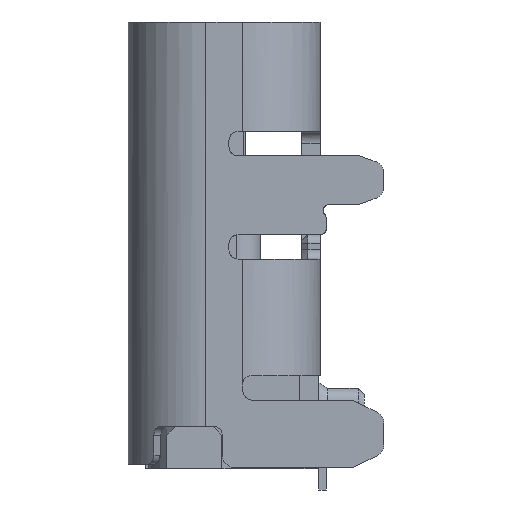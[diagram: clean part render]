
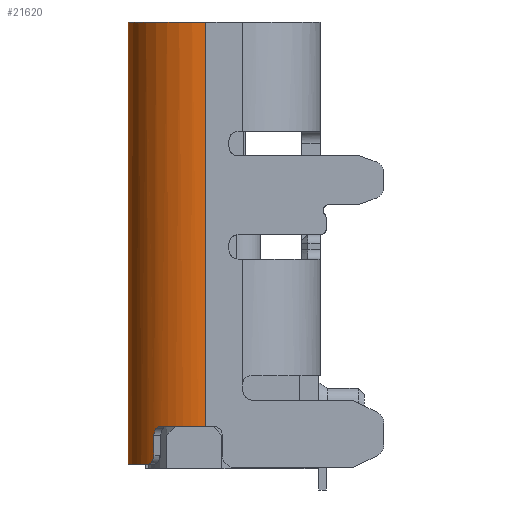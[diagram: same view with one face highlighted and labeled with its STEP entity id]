
A CAD part, left-side view. The second image highlights one B-rep face of the part: STEP entity #21620.
In plain terms, the highlighted cylindrical face has radius 1.28 mm (diameter 2.56 mm), a partial arc.
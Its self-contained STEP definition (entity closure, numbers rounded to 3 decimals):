
#17860=VERTEX_POINT('NONE',#17861);
#17861=CARTESIAN_POINT('',(0.,2.88,0.0));
#17949=VERTEX_POINT('NONE',#17950);
#17950=CARTESIAN_POINT('',(1.28,4.16,0.0));
#17956=EDGE_CURVE('NONE',#17949,#17860,#17957,.T.);
#17957=CIRCLE('',#17958,1.28);
#17958=AXIS2_PLACEMENT_3D('',#17959,#17960,#17961);
#17959=CARTESIAN_POINT('',(1.28,2.88,0.0));
#17960=DIRECTION('',(0.0,0.0,1.0));
#17961=DIRECTION('',(1.0,0.0,0.0));
#18816=VERTEX_POINT('NONE',#18817);
#18817=CARTESIAN_POINT('',(1.28,4.16,-7.275));
#18823=EDGE_CURVE('NONE',#18816,#17949,#18824,.T.);
#18824=LINE('',#18825,#18826);
#18825=CARTESIAN_POINT('',(1.28,4.16,-7.275));
#18826=VECTOR('',#18827,1.0);
#18827=DIRECTION('',(0.0,0.0,1.0));
#19985=VERTEX_POINT('NONE',#19986);
#19986=CARTESIAN_POINT('',(0.439,3.845,-7.275));
#19993=EDGE_CURVE('NONE',#19985,#18816,#19994,.F.);
#19994=B_SPLINE_CURVE_WITH_KNOTS('',3,(#19995,#19996,#19997,#19998),.UNSPECIFIED.,.F.,.U.,(4,4),(0.0,1.0),.PIECEWISE_BEZIER_KNOTS.);
#19995=CARTESIAN_POINT('',(1.28,4.16,-7.275));
#19996=CARTESIAN_POINT('',(0.974,4.16,-7.275));
#19997=CARTESIAN_POINT('',(0.67,4.046,-7.275));
#19998=CARTESIAN_POINT('',(0.439,3.845,-7.275));
#21620=ADVANCED_FACE('NONE',(#21621),#21700,.T.);
#21621=FACE_BOUND('NONE',#21622,.T.);
#21622=EDGE_LOOP('',(#21623,#21640,#21649,#21658,#21667,#21673,#21674,#21675,#21676,#21685,#21694));
#21623=ORIENTED_EDGE('',*,*,#21624,.T.);
#21624=EDGE_CURVE('NONE',#21625,#21627,#21629,.F.);
#21625=VERTEX_POINT('NONE',#21626);
#21626=CARTESIAN_POINT('',(0.327,3.735,-6.8));
#21627=VERTEX_POINT('NONE',#21628);
#21628=CARTESIAN_POINT('',(0.233,3.616,-6.65));
#21629=B_SPLINE_CURVE_WITH_KNOTS('',3,(#21630,#21631,#21632,#21633,#21634,#21635,#21636,#21637,#21638,#21639),.UNSPECIFIED.,.F.,.U.,(4,2,2,2,4),(0.0,0.25,0.375,0.5,1.0),.UNSPECIFIED.);
#21630=CARTESIAN_POINT('',(0.233,3.616,-6.65));
#21631=CARTESIAN_POINT('',(0.245,3.633,-6.65));
#21632=CARTESIAN_POINT('',(0.256,3.648,-6.654));
#21633=CARTESIAN_POINT('',(0.273,3.67,-6.665));
#21634=CARTESIAN_POINT('',(0.278,3.677,-6.67));
#21635=CARTESIAN_POINT('',(0.289,3.69,-6.681));
#21636=CARTESIAN_POINT('',(0.293,3.695,-6.686));
#21637=CARTESIAN_POINT('',(0.319,3.726,-6.726));
#21638=CARTESIAN_POINT('',(0.327,3.735,-6.767));
#21639=CARTESIAN_POINT('',(0.327,3.735,-6.8));
#21640=ORIENTED_EDGE('',*,*,#21641,.T.);
#21641=EDGE_CURVE('NONE',#21627,#21642,#21644,.F.);
#21642=VERTEX_POINT('NONE',#21643);
#21643=CARTESIAN_POINT('',(0.1,3.375,-6.65));
#21644=B_SPLINE_CURVE_WITH_KNOTS('',3,(#21645,#21646,#21647,#21648),.UNSPECIFIED.,.F.,.U.,(4,4),(0.0,1.0),.PIECEWISE_BEZIER_KNOTS.);
#21645=CARTESIAN_POINT('',(0.1,3.375,-6.65));
#21646=CARTESIAN_POINT('',(0.135,3.46,-6.65));
#21647=CARTESIAN_POINT('',(0.18,3.54,-6.65));
#21648=CARTESIAN_POINT('',(0.233,3.616,-6.65));
#21649=ORIENTED_EDGE('',*,*,#21650,.T.);
#21650=EDGE_CURVE('NONE',#21642,#21651,#21653,.F.);
#21651=VERTEX_POINT('NONE',#21652);
#21652=CARTESIAN_POINT('',(0.025,3.132,-6.65));
#21653=B_SPLINE_CURVE_WITH_KNOTS('',3,(#21654,#21655,#21656,#21657),.UNSPECIFIED.,.F.,.U.,(4,4),(0.0,1.0),.PIECEWISE_BEZIER_KNOTS.);
#21654=CARTESIAN_POINT('',(0.025,3.132,-6.65));
#21655=CARTESIAN_POINT('',(0.042,3.215,-6.65));
#21656=CARTESIAN_POINT('',(0.067,3.296,-6.65));
#21657=CARTESIAN_POINT('',(0.1,3.375,-6.65));
#21658=ORIENTED_EDGE('',*,*,#21659,.T.);
#21659=EDGE_CURVE('NONE',#21651,#21660,#21662,.F.);
#21660=VERTEX_POINT('NONE',#21661);
#21661=CARTESIAN_POINT('',(0.,2.88,-6.65));
#21662=B_SPLINE_CURVE_WITH_KNOTS('',3,(#21663,#21664,#21665,#21666),.UNSPECIFIED.,.F.,.U.,(4,4),(0.0,1.0),.PIECEWISE_BEZIER_KNOTS.);
#21663=CARTESIAN_POINT('',(0.,2.88,-6.65));
#21664=CARTESIAN_POINT('',(0.,2.965,-6.65));
#21665=CARTESIAN_POINT('',(0.008,3.049,-6.65));
#21666=CARTESIAN_POINT('',(0.025,3.132,-6.65));
#21667=ORIENTED_EDGE('',*,*,#21668,.T.);
#21668=EDGE_CURVE('NONE',#21660,#17860,#21669,.F.);
#21669=LINE('',#21670,#21671);
#21670=CARTESIAN_POINT('',(0.,2.88,-3.638));
#21671=VECTOR('',#21672,1.0);
#21672=DIRECTION('',(0.0,0.0,-1.0));
#21673=ORIENTED_EDGE('',*,*,#17956,.F.);
#21674=ORIENTED_EDGE('',*,*,#18823,.F.);
#21675=ORIENTED_EDGE('',*,*,#19993,.F.);
#21676=ORIENTED_EDGE('',*,*,#21677,.T.);
#21677=EDGE_CURVE('NONE',#19985,#21678,#21680,.F.);
#21678=VERTEX_POINT('NONE',#21679);
#21679=CARTESIAN_POINT('',(0.358,3.768,-7.23));
#21680=B_SPLINE_CURVE_WITH_KNOTS('',3,(#21681,#21682,#21683,#21684),.UNSPECIFIED.,.F.,.U.,(4,4),(0.0,1.0),.PIECEWISE_BEZIER_KNOTS.);
#21681=CARTESIAN_POINT('',(0.358,3.768,-7.23));
#21682=CARTESIAN_POINT('',(0.376,3.787,-7.256));
#21683=CARTESIAN_POINT('',(0.405,3.815,-7.275));
#21684=CARTESIAN_POINT('',(0.439,3.845,-7.275));
#21685=ORIENTED_EDGE('',*,*,#21686,.T.);
#21686=EDGE_CURVE('NONE',#21678,#21687,#21689,.F.);
#21687=VERTEX_POINT('NONE',#21688);
#21688=CARTESIAN_POINT('',(0.327,3.735,-7.125));
#21689=B_SPLINE_CURVE_WITH_KNOTS('',3,(#21690,#21691,#21692,#21693),.UNSPECIFIED.,.F.,.U.,(4,4),(0.0,1.0),.PIECEWISE_BEZIER_KNOTS.);
#21690=CARTESIAN_POINT('',(0.327,3.735,-7.125));
#21691=CARTESIAN_POINT('',(0.328,3.735,-7.165));
#21692=CARTESIAN_POINT('',(0.339,3.748,-7.203));
#21693=CARTESIAN_POINT('',(0.358,3.768,-7.23));
#21694=ORIENTED_EDGE('',*,*,#21695,.T.);
#21695=EDGE_CURVE('NONE',#21687,#21625,#21696,.F.);
#21696=LINE('',#21697,#21698);
#21697=CARTESIAN_POINT('',(0.327,3.735,-3.638));
#21698=VECTOR('',#21699,1.0);
#21699=DIRECTION('',(0.0,0.0,-1.0));
#21700=CYLINDRICAL_SURFACE('',#21701,1.28);
#21701=AXIS2_PLACEMENT_3D('',#21702,#21703,#21704);
#21702=CARTESIAN_POINT('',(1.28,2.88,-7.275));
#21703=DIRECTION('',(0.0,0.0,1.0));
#21704=DIRECTION('',(1.0,0.0,0.0));
